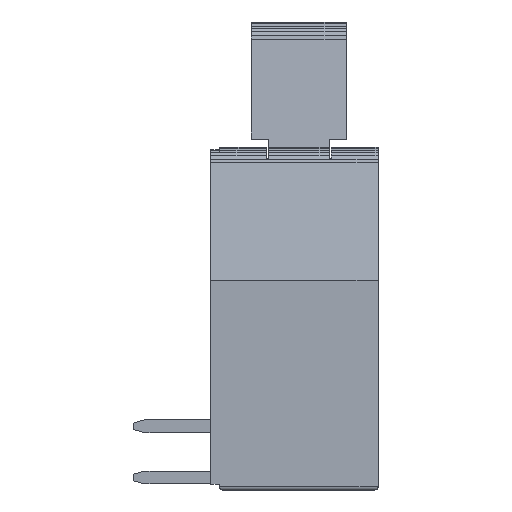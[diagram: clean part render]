
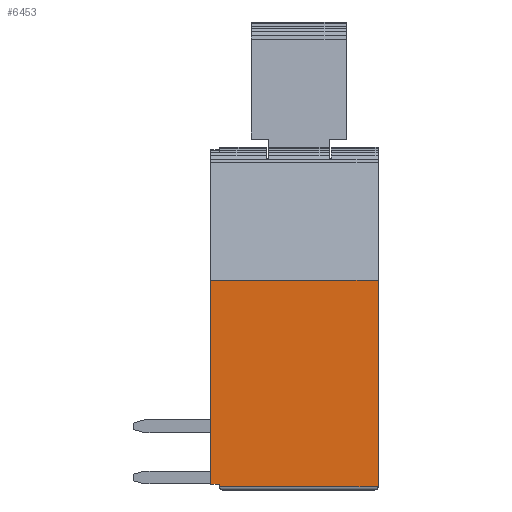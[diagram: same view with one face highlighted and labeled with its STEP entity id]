
A CAD part, left-side view. The second image highlights one B-rep face of the part: STEP entity #6453.
In plain terms, the highlighted planar face has unit normal (-1, 0, 0).
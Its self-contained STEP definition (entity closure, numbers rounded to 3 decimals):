
#3179=VERTEX_POINT('',#7997);
#4195=VERTEX_POINT('',#9104);
#4225=VERTEX_POINT('',#9136);
#4645=VERTEX_POINT('',#9601);
#4831=EDGE_CURVE('',#5807,#4225,#9807,.T.);
#4963=EDGE_CURVE('',#4195,#6729,#9949,.T.);
#5097=EDGE_CURVE('',#4225,#3179,#10093,.T.);
#5621=EDGE_CURVE('',#4645,#6729,#10669,.T.);
#5807=VERTEX_POINT('',#10874);
#5817=EDGE_CURVE('',#3179,#4645,#10884,.T.);
#5887=EDGE_CURVE('',#5807,#4195,#10957,.T.);
#6453=ADVANCED_FACE('',(#11592),#11593,.T.);
#6729=VERTEX_POINT('',#11899);
#7997=CARTESIAN_POINT('',(-18.49,8.3,0.294));
#9104=CARTESIAN_POINT('',(-18.49,0.0,0.15));
#9136=CARTESIAN_POINT('',(-18.49,7.857,0.294));
#9601=CARTESIAN_POINT('',(-18.49,8.3,10.4));
#9807=LINE('',#16212,#16213);
#9949=LINE('',#16425,#16426);
#10093=LINE('',#16635,#16636);
#10669=LINE('',#17450,#17451);
#10874=CARTESIAN_POINT('',(-18.49,7.857,0.15));
#10884=LINE('',#17767,#17768);
#10957=LINE('',#17868,#17869);
#11592=FACE_OUTER_BOUND('',#18774,.T.);
#11593=PLANE('',#18775);
#11899=CARTESIAN_POINT('',(-18.49,0.0,10.4));
#16212=CARTESIAN_POINT('',(-18.49,7.857,0.147));
#16213=VECTOR('',#22451,1.0);
#16425=CARTESIAN_POINT('',(-18.49,0.,0.0));
#16426=VECTOR('',#22571,1.0);
#16635=CARTESIAN_POINT('',(-18.49,4.154,0.294));
#16636=VECTOR('',#22697,1.0);
#17450=CARTESIAN_POINT('',(-18.49,4.15,10.4));
#17451=VECTOR('',#23278,1.0);
#17767=CARTESIAN_POINT('',(-18.49,8.3,0.0));
#17768=VECTOR('',#23545,1.0);
#17868=CARTESIAN_POINT('',(-18.49,4.15,0.15));
#17869=VECTOR('',#23588,1.0);
#18774=EDGE_LOOP('',(#24313,#24314,#24315,#24316,#24317,#24318));
#18775=AXIS2_PLACEMENT_3D('',#24319,#24320,#24321);
#22451=DIRECTION('',(0.0,0.,1.0));
#22571=DIRECTION('',(0.0,0.0,1.0));
#22697=DIRECTION('',(0.0,1.0,0.));
#23278=DIRECTION('',(0.0,-1.0,0.));
#23545=DIRECTION('',(0.0,0.0,1.0));
#23588=DIRECTION('',(0.0,-1.0,0.));
#24313=ORIENTED_EDGE('',*,*,#4831,.F.);
#24314=ORIENTED_EDGE('',*,*,#5887,.T.);
#24315=ORIENTED_EDGE('',*,*,#4963,.T.);
#24316=ORIENTED_EDGE('',*,*,#5621,.F.);
#24317=ORIENTED_EDGE('',*,*,#5817,.F.);
#24318=ORIENTED_EDGE('',*,*,#5097,.F.);
#24319=CARTESIAN_POINT('',(-18.49,0.,0.0));
#24320=DIRECTION('',(-1.0,0.0,0.0));
#24321=DIRECTION('',(0.0,-1.0,0.0));
